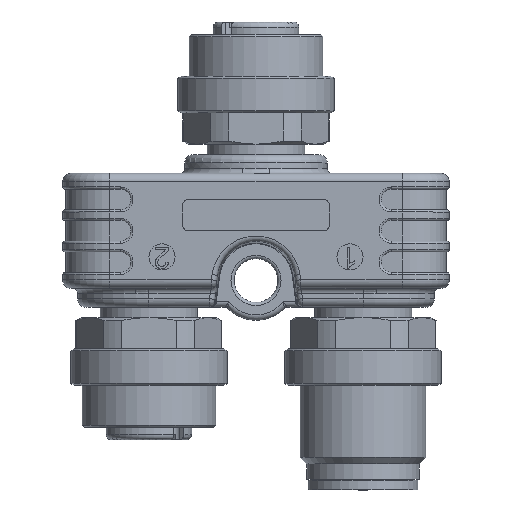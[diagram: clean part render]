
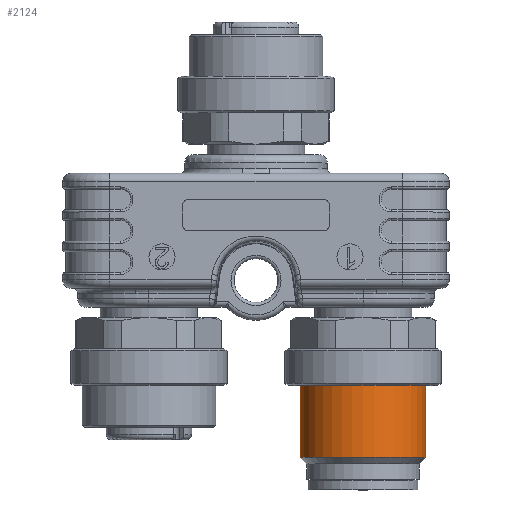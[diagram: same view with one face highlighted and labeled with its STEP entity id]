
A CAD part, top view. The second image highlights one B-rep face of the part: STEP entity #2124.
In plain terms, the highlighted cylindrical face has radius 6 mm (diameter 12 mm), a full revolution.
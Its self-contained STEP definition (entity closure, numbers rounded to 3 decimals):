
#928=CYLINDRICAL_SURFACE('',#14733,6.);
#2124=ADVANCED_FACE('',(#2953,#2954),#928,.T.);
#2953=FACE_BOUND('',#3516,.T.);
#2954=FACE_BOUND('',#3517,.T.);
#3516=EDGE_LOOP('',(#6414));
#3517=EDGE_LOOP('',(#6415));
#4437=CIRCLE('',#14730,6.);
#4438=CIRCLE('',#14732,6.);
#6414=ORIENTED_EDGE('',*,*,#10838,.F.);
#6415=ORIENTED_EDGE('',*,*,#10837,.T.);
#9216=VERTEX_POINT('',#21767);
#9217=VERTEX_POINT('',#21770);
#10837=EDGE_CURVE('',#9216,#9216,#4437,.T.);
#10838=EDGE_CURVE('',#9217,#9217,#4438,.T.);
#14730=AXIS2_PLACEMENT_3D('',#21766,#17132,#17133);
#14732=AXIS2_PLACEMENT_3D('',#21769,#17136,#17137);
#14733=AXIS2_PLACEMENT_3D('',#21771,#17138,#17139);
#17132=DIRECTION('',(0.,-1.,0.));
#17133=DIRECTION('',(-0.866,0.,-0.5));
#17136=DIRECTION('',(0.,-1.,0.));
#17137=DIRECTION('',(-0.866,0.,-0.5));
#17138=DIRECTION('',(0.,-1.,0.));
#17139=DIRECTION('',(0.866,0.,0.5));
#21766=CARTESIAN_POINT('',(10.25,-14.8,0.));
#21767=CARTESIAN_POINT('',(5.054,-14.8,-3.));
#21769=CARTESIAN_POINT('',(10.25,-21.7,0.));
#21770=CARTESIAN_POINT('',(5.054,-21.7,-3.));
#21771=CARTESIAN_POINT('',(10.25,-23.8,0.));
